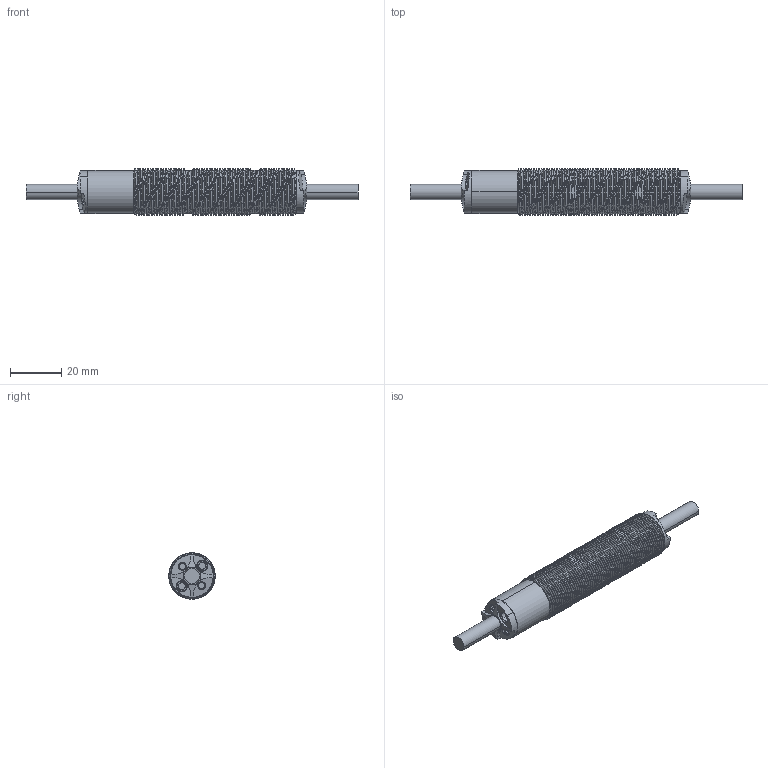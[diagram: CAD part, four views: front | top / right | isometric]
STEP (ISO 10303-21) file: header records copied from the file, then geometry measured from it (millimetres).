
FILE_DESCRIPTION((''),'2;1');
FILE_NAME('202870_ASM','2017-09-27T',('pdmadmin'),('BANNER ENGINEERING'),'CREO PARAMETRIC BY PTC INC, 2016260','CREO PARAMETRIC BY PTC INC, 2016260','');
FILE_SCHEMA(('CONFIG_CONTROL_DESIGN'));
Length unit declared in the file: inch
Products named in the file (5): 134396; 140451; 34614; 09460_WEB; 202870_ASM
Assembly tree (5 placements, depth 2):
  202870_ASM
    134396
    140451
    34614
    09460_WEB  x2
Bounding box: 129.13 x 18 x 18 mm (x, y, z)
Volume: 8135.5 mm3; surface area: 15292.5 mm2
Topology: 5 solids, 5 shells, 416 faces, 1076 edges, 687 vertices
Faces by surface type: cylinder 208, plane 84, cone 64, bspline 56, torus 4
Entity records: 33145 total; most frequent: CARTESIAN_POINT 23994, ORIENTED_EDGE 2092, DIRECTION 1583, EDGE_CURVE 1046, VERTEX_POINT 672, AXIS2_PLACEMENT_3D 620, B_SPLINE_CURVE_WITH_KNOTS 431, EDGE_LOOP 420
